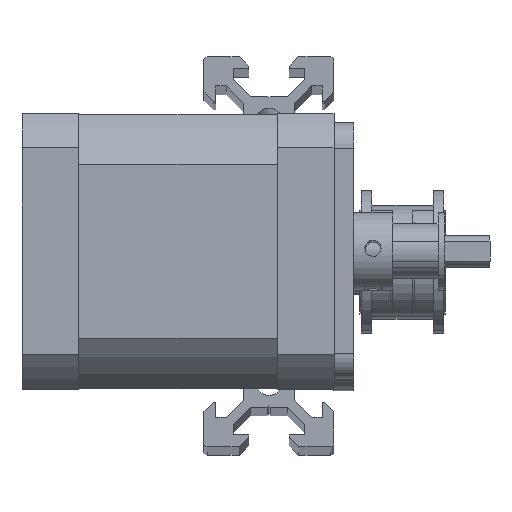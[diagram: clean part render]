
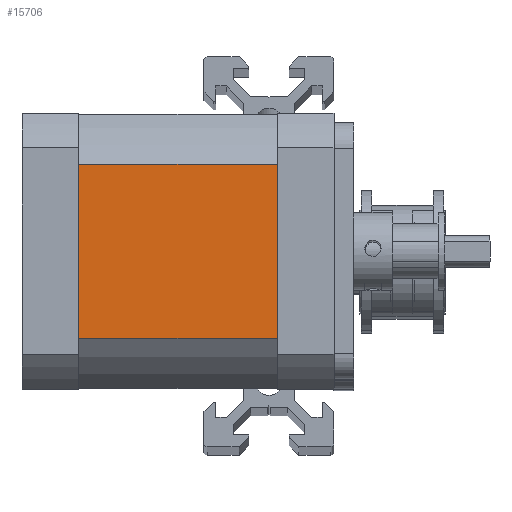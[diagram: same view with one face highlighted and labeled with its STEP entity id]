
A CAD part, top view. The second image highlights one B-rep face of the part: STEP entity #15706.
In plain terms, the highlighted planar face has unit normal (0, 0, 1).
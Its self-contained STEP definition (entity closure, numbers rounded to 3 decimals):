
#14574 = PLANE('',#14575);
#14575 = AXIS2_PLACEMENT_3D('',#14576,#14577,#14578);
#14576 = CARTESIAN_POINT('',(1.25,0.,
    788.75));
#14577 = DIRECTION('',(1.,0.,0.));
#14578 = DIRECTION('',(0.,1.,0.));
#14997 = VERTEX_POINT('',#14998);
#14998 = CARTESIAN_POINT('',(1.25,-13.394,
    809.859));
#15015 = CYLINDRICAL_SURFACE('',#15016,25.);
#15016 = AXIS2_PLACEMENT_3D('',#15017,#15018,#15019);
#15017 = CARTESIAN_POINT('',(-29.25,0.,
    788.75));
#15018 = DIRECTION('',(1.,0.,0.));
#15019 = DIRECTION('',(0.,1.,0.));
#15170 = VERTEX_POINT('',#15171);
#15171 = CARTESIAN_POINT('',(1.25,13.394,
    809.859));
#15186 = CYLINDRICAL_SURFACE('',#15187,25.);
#15187 = AXIS2_PLACEMENT_3D('',#15188,#15189,#15190);
#15188 = CARTESIAN_POINT('',(-29.25,0.,
    788.75));
#15189 = DIRECTION('',(1.,0.,0.));
#15190 = DIRECTION('',(0.,1.,0.));
#15198 = EDGE_CURVE('',#15170,#14997,#15199,.T.);
#15199 = SURFACE_CURVE('',#15200,(#15204,#15211),.PCURVE_S1.);
#15200 = LINE('',#15201,#15202);
#15201 = CARTESIAN_POINT('',(1.25,-13.394,
    809.859));
#15202 = VECTOR('',#15203,1.);
#15203 = DIRECTION('',(0.,-1.,0.));
#15204 = PCURVE('',#14574,#15205);
#15205 = DEFINITIONAL_REPRESENTATION('',(#15206),#15210);
#15206 = LINE('',#15207,#15208);
#15207 = CARTESIAN_POINT('',(-13.394,21.109));
#15208 = VECTOR('',#15209,1.);
#15209 = DIRECTION('',(-1.,0.));
#15210 = ( GEOMETRIC_REPRESENTATION_CONTEXT(2) 
PARAMETRIC_REPRESENTATION_CONTEXT() REPRESENTATION_CONTEXT('2D SPACE',''
  ) );
#15211 = PCURVE('',#15212,#15217);
#15212 = PLANE('',#15213);
#15213 = AXIS2_PLACEMENT_3D('',#15214,#15215,#15216);
#15214 = CARTESIAN_POINT('',(-29.25,-13.394,
    809.859));
#15215 = DIRECTION('',(0.,0.,1.));
#15216 = DIRECTION('',(1.,0.,0.));
#15217 = DEFINITIONAL_REPRESENTATION('',(#15218),#15222);
#15218 = LINE('',#15219,#15220);
#15219 = CARTESIAN_POINT('',(30.5,0.));
#15220 = VECTOR('',#15221,1.);
#15221 = DIRECTION('',(-0.,-1.));
#15222 = ( GEOMETRIC_REPRESENTATION_CONTEXT(2) 
PARAMETRIC_REPRESENTATION_CONTEXT() REPRESENTATION_CONTEXT('2D SPACE',''
  ) );
#15238 = EDGE_CURVE('',#15239,#14997,#15241,.T.);
#15239 = VERTEX_POINT('',#15240);
#15240 = CARTESIAN_POINT('',(-29.25,-13.394,
    809.859));
#15241 = SURFACE_CURVE('',#15242,(#15246,#15253),.PCURVE_S1.);
#15242 = LINE('',#15243,#15244);
#15243 = CARTESIAN_POINT('',(-29.25,-13.394,
    809.859));
#15244 = VECTOR('',#15245,1.);
#15245 = DIRECTION('',(1.,0.,0.));
#15246 = PCURVE('',#15015,#15247);
#15247 = DEFINITIONAL_REPRESENTATION('',(#15248),#15252);
#15248 = LINE('',#15249,#15250);
#15249 = CARTESIAN_POINT('',(2.136,0.));
#15250 = VECTOR('',#15251,1.);
#15251 = DIRECTION('',(0.,1.));
#15252 = ( GEOMETRIC_REPRESENTATION_CONTEXT(2) 
PARAMETRIC_REPRESENTATION_CONTEXT() REPRESENTATION_CONTEXT('2D SPACE',''
  ) );
#15253 = PCURVE('',#15212,#15254);
#15254 = DEFINITIONAL_REPRESENTATION('',(#15255),#15259);
#15255 = LINE('',#15256,#15257);
#15256 = CARTESIAN_POINT('',(0.,0.));
#15257 = VECTOR('',#15258,1.);
#15258 = DIRECTION('',(1.,0.));
#15259 = ( GEOMETRIC_REPRESENTATION_CONTEXT(2) 
PARAMETRIC_REPRESENTATION_CONTEXT() REPRESENTATION_CONTEXT('2D SPACE',''
  ) );
#15278 = PLANE('',#15279);
#15279 = AXIS2_PLACEMENT_3D('',#15280,#15281,#15282);
#15280 = CARTESIAN_POINT('',(-29.25,0.,
    788.75));
#15281 = DIRECTION('',(1.,0.,0.));
#15282 = DIRECTION('',(0.,1.,0.));
#15314 = EDGE_CURVE('',#15315,#15239,#15317,.T.);
#15315 = VERTEX_POINT('',#15316);
#15316 = CARTESIAN_POINT('',(-29.25,13.394,
    809.859));
#15317 = SURFACE_CURVE('',#15318,(#15322,#15329),.PCURVE_S1.);
#15318 = LINE('',#15319,#15320);
#15319 = CARTESIAN_POINT('',(-29.25,-13.394,
    809.859));
#15320 = VECTOR('',#15321,1.);
#15321 = DIRECTION('',(0.,-1.,0.));
#15322 = PCURVE('',#15278,#15323);
#15323 = DEFINITIONAL_REPRESENTATION('',(#15324),#15328);
#15324 = LINE('',#15325,#15326);
#15325 = CARTESIAN_POINT('',(-13.394,21.109));
#15326 = VECTOR('',#15327,1.);
#15327 = DIRECTION('',(-1.,0.));
#15328 = ( GEOMETRIC_REPRESENTATION_CONTEXT(2) 
PARAMETRIC_REPRESENTATION_CONTEXT() REPRESENTATION_CONTEXT('2D SPACE',''
  ) );
#15329 = PCURVE('',#15212,#15330);
#15330 = DEFINITIONAL_REPRESENTATION('',(#15331),#15335);
#15331 = LINE('',#15332,#15333);
#15332 = CARTESIAN_POINT('',(0.,0.));
#15333 = VECTOR('',#15334,1.);
#15334 = DIRECTION('',(-0.,-1.));
#15335 = ( GEOMETRIC_REPRESENTATION_CONTEXT(2) 
PARAMETRIC_REPRESENTATION_CONTEXT() REPRESENTATION_CONTEXT('2D SPACE',''
  ) );
#15706 = ADVANCED_FACE('',(#15707),#15212,.T.);
#15707 = FACE_BOUND('',#15708,.T.);
#15708 = EDGE_LOOP('',(#15709,#15710,#15731,#15732));
#15709 = ORIENTED_EDGE('',*,*,#15198,.F.);
#15710 = ORIENTED_EDGE('',*,*,#15711,.F.);
#15711 = EDGE_CURVE('',#15315,#15170,#15712,.T.);
#15712 = SURFACE_CURVE('',#15713,(#15717,#15724),.PCURVE_S1.);
#15713 = LINE('',#15714,#15715);
#15714 = CARTESIAN_POINT('',(-29.25,13.394,
    809.859));
#15715 = VECTOR('',#15716,1.);
#15716 = DIRECTION('',(1.,0.,0.));
#15717 = PCURVE('',#15212,#15718);
#15718 = DEFINITIONAL_REPRESENTATION('',(#15719),#15723);
#15719 = LINE('',#15720,#15721);
#15720 = CARTESIAN_POINT('',(0.,26.789));
#15721 = VECTOR('',#15722,1.);
#15722 = DIRECTION('',(1.,0.));
#15723 = ( GEOMETRIC_REPRESENTATION_CONTEXT(2) 
PARAMETRIC_REPRESENTATION_CONTEXT() REPRESENTATION_CONTEXT('2D SPACE',''
  ) );
#15724 = PCURVE('',#15186,#15725);
#15725 = DEFINITIONAL_REPRESENTATION('',(#15726),#15730);
#15726 = LINE('',#15727,#15728);
#15727 = CARTESIAN_POINT('',(1.005,0.));
#15728 = VECTOR('',#15729,1.);
#15729 = DIRECTION('',(0.,1.));
#15730 = ( GEOMETRIC_REPRESENTATION_CONTEXT(2) 
PARAMETRIC_REPRESENTATION_CONTEXT() REPRESENTATION_CONTEXT('2D SPACE',''
  ) );
#15731 = ORIENTED_EDGE('',*,*,#15314,.T.);
#15732 = ORIENTED_EDGE('',*,*,#15238,.T.);
